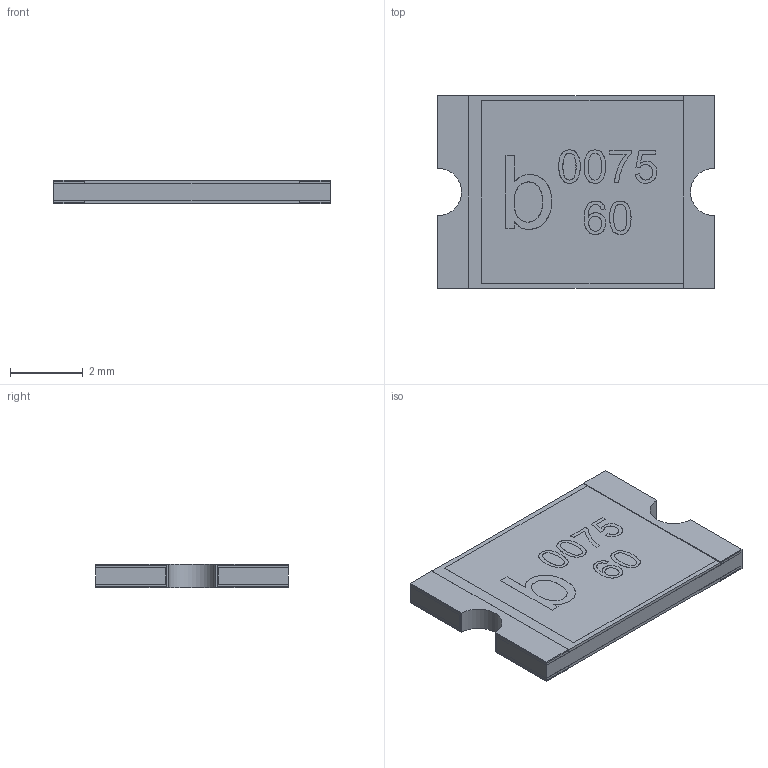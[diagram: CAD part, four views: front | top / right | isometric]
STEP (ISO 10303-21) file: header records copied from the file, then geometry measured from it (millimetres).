
FILE_DESCRIPTION(/* description */ ('STEP AP214'),/* implementation_level */ '2;1');
FILE_NAME(/* name */ '0ZCF0075AF2C',/* time_stamp */ '2025-06-12T17:02:07+02:00',/* author */ ('License CC BY-ND 4.0'),/* organization */ ('CADENAS'),/* preprocessor_version */ 'ST-DEVELOPER v19.3',/* originating_system */ 'PARTsolutions',/* authorisation */ ' ');
FILE_SCHEMA (('AUTOMOTIVE_DESIGN {1 0 10303 214 3 1 1}'));
Length unit declared in the file: millimetre
Products named in the file (17): 0ZCF0075AF2C; 0ZCF0075AF2C_PART1; 0ZCF0075AF2C_PART2; 0ZCF0075AF2C_PART3; 0ZCF0075AF2C_PART4; 0ZCF0075AF2C_PART5; 0ZCF0075AF2C_PART6; 0ZCF0075AF2C_PART7; 0ZCF0075AF2C_PART8; 0ZCF0075AF2C_PART9; 0ZCF0075AF2C_PART10; 0ZCF0075AF2C_PART11; 0ZCF0075AF2C_PART12; 0ZCF0075AF2C_PART13; 0ZCF0075AF2C_PART14; 0ZCF0075AF2C_PART15; 0ZCF0075AF2C_PART16
Assembly tree (23 placements, depth 2):
  0ZCF0075AF2C
    0ZCF0075AF2C_PART1  x2
    0ZCF0075AF2C_PART2  x2
    0ZCF0075AF2C_PART3  x2
    0ZCF0075AF2C_PART4  x2
    0ZCF0075AF2C_PART5  x2
    0ZCF0075AF2C_PART6  x2
    0ZCF0075AF2C_PART7  x2
    0ZCF0075AF2C_PART8
    0ZCF0075AF2C_PART9
    0ZCF0075AF2C_PART10
    0ZCF0075AF2C_PART11
    0ZCF0075AF2C_PART12
    0ZCF0075AF2C_PART13
    0ZCF0075AF2C_PART14
    0ZCF0075AF2C_PART15
    0ZCF0075AF2C_PART16
Bounding box: 7.6 x 5.3 x 0.65 mm (x, y, z)
Volume: 24.3 mm3; surface area: 418.1 mm2
Topology: 23 solids, 23 shells, 418 faces, 1116 edges, 744 vertices
Faces by surface type: bspline 248, plane 160, cylinder 10
Entity records: 9693 total; most frequent: CARTESIAN_POINT 3544, ORIENTED_EDGE 1380, DIRECTION 786, EDGE_CURVE 690, VERTEX_POINT 460, LINE 422, VECTOR 422, EDGE_LOOP 272
